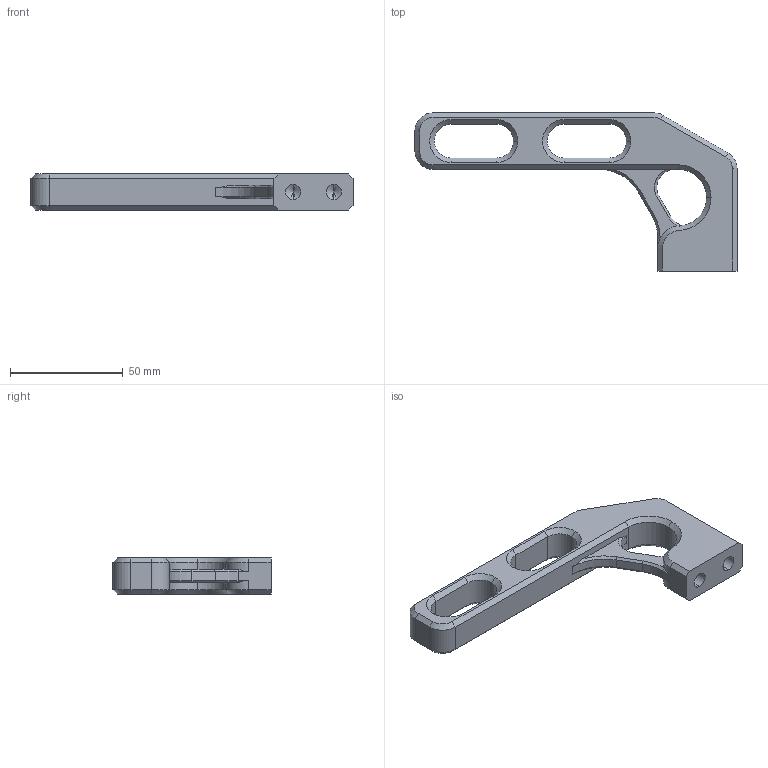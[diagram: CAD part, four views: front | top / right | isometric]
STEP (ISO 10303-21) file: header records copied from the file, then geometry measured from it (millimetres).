
FILE_DESCRIPTION (( 'STEP AP214' ), '1' );
FILE_NAME ('ALTI_USI_20-poignée.STEP', '2020-04-30T16:01:46', ( '' ), ( '' ), 'SwSTEP 2.0', 'SolidWorks 2016', '' );
FILE_SCHEMA (( 'AUTOMOTIVE_DESIGN' ));
Length unit declared in the file: millimetre
Products named in the file (1): ALTI_USI_20-poignée
Bounding box: 142.5 x 70 x 16 mm (x, y, z)
Volume: 51210.4 mm3; surface area: 16371.5 mm2
Topology: 1 solids, 1 shells, 103 faces, 251 edges, 147 vertices
Faces by surface type: plane 43, cone 38, cylinder 22
Entity records: 3044 total; most frequent: CARTESIAN_POINT 536, DIRECTION 526, ORIENTED_EDGE 494, EDGE_CURVE 247, AXIS2_PLACEMENT_3D 185, LINE 156, VECTOR 156, VERTEX_POINT 147
